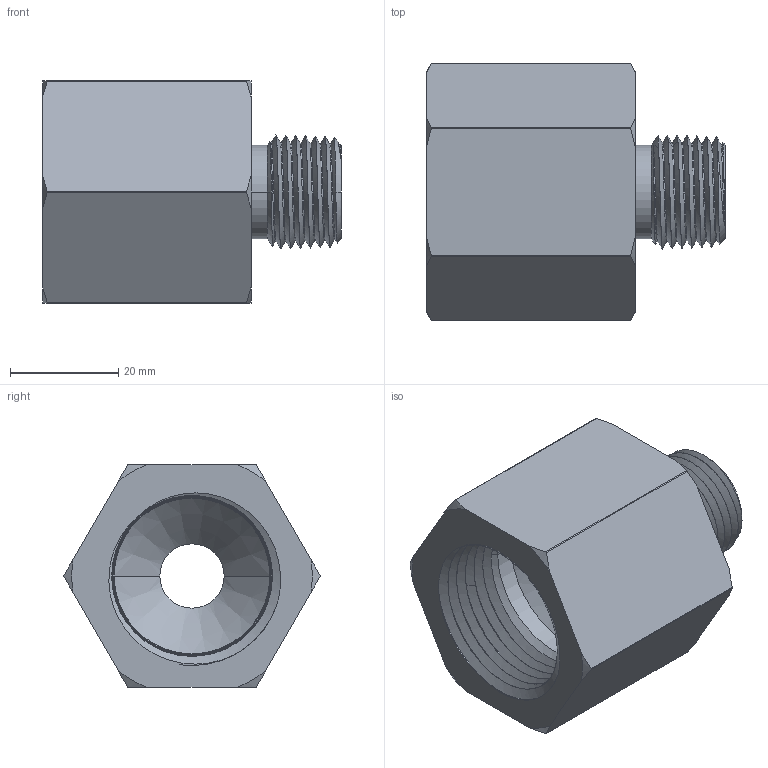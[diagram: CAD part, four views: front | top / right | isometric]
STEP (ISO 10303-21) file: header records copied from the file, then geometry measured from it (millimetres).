
FILE_DESCRIPTION((''),'2;1');
FILE_NAME('REDUCING_ADAPTER_H_MFAC','2025-07-08T13:36:56',('Administrator'),(''),'CREO PARAMETRIC BY PTC INC, 2020414','CREO PARAMETRIC BY PTC INC, 2020414','');
FILE_SCHEMA(('AUTOMOTIVE_DESIGN { 1 0 10303 214 1 1 1 1 }'));
Length unit declared in the file: millimetre
Products named in the file (1): REDUCING_ADAPTER_H_MFAC
Bounding box: 55.3 x 47.51 x 41.2 mm (x, y, z)
Volume: 41926.9 mm3; surface area: 13962.5 mm2
Topology: 1 solids, 1 shells, 81 faces, 223 edges, 156 vertices
Faces by surface type: cone 45, bspline 15, cylinder 12, plane 9
Entity records: 7443 total; most frequent: CARTESIAN_POINT 5446, ORIENTED_EDGE 436, DIRECTION 273, EDGE_CURVE 218, VERTEX_POINT 140, COLOUR_RGB 116, B_SPLINE_CURVE_WITH_KNOTS 116, AXIS2_PLACEMENT_3D 99
